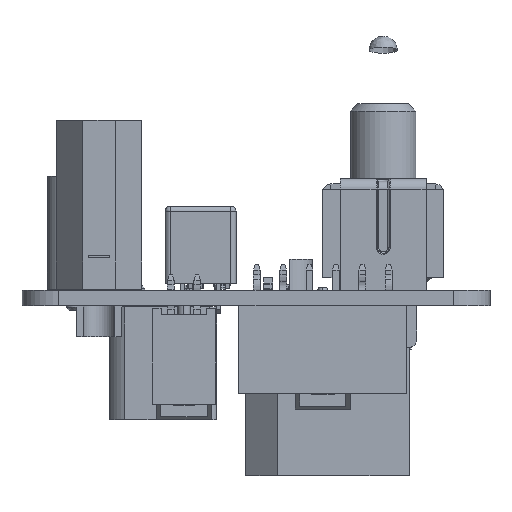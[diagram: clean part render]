
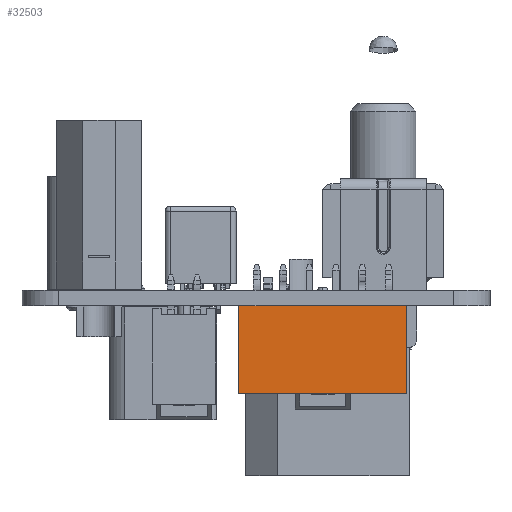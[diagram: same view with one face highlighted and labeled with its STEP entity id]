
A CAD part, left-side view. The second image highlights one B-rep face of the part: STEP entity #32503.
In plain terms, the highlighted face is planar.
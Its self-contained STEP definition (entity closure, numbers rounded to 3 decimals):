
#32503 = ADVANCED_FACE('',(#32504),#32570,.F.);
#32504 = FACE_BOUND('',#32505,.T.);
#32505 = EDGE_LOOP('',(#32506,#32516,#32524,#32532,#32540,#32548,#32556,
    #32564));
#32506 = ORIENTED_EDGE('',*,*,#32507,.T.);
#32507 = EDGE_CURVE('',#32508,#32510,#32512,.T.);
#32508 = VERTEX_POINT('',#32509);
#32509 = CARTESIAN_POINT('',(7.17,-1.74,-4.23));
#32510 = VERTEX_POINT('',#32511);
#32511 = CARTESIAN_POINT('',(7.17,-1.74,-4.83));
#32512 = LINE('',#32513,#32514);
#32513 = CARTESIAN_POINT('',(7.17,-1.74,-4.23));
#32514 = VECTOR('',#32515,1.);
#32515 = DIRECTION('',(0.,0.,-1.));
#32516 = ORIENTED_EDGE('',*,*,#32517,.F.);
#32517 = EDGE_CURVE('',#32518,#32510,#32520,.T.);
#32518 = VERTEX_POINT('',#32519);
#32519 = CARTESIAN_POINT('',(7.97,-1.74,-4.83));
#32520 = LINE('',#32521,#32522);
#32521 = CARTESIAN_POINT('',(7.97,-1.74,-4.83));
#32522 = VECTOR('',#32523,1.);
#32523 = DIRECTION('',(-1.,0.,0.));
#32524 = ORIENTED_EDGE('',*,*,#32525,.F.);
#32525 = EDGE_CURVE('',#32526,#32518,#32528,.T.);
#32526 = VERTEX_POINT('',#32527);
#32527 = CARTESIAN_POINT('',(7.97,-1.74,4.23));
#32528 = LINE('',#32529,#32530);
#32529 = CARTESIAN_POINT('',(7.97,-1.74,4.23));
#32530 = VECTOR('',#32531,1.);
#32531 = DIRECTION('',(0.,0.,-1.));
#32532 = ORIENTED_EDGE('',*,*,#32533,.F.);
#32533 = EDGE_CURVE('',#32534,#32526,#32536,.T.);
#32534 = VERTEX_POINT('',#32535);
#32535 = CARTESIAN_POINT('',(-7.97,-1.74,4.23));
#32536 = LINE('',#32537,#32538);
#32537 = CARTESIAN_POINT('',(-7.97,-1.74,4.23));
#32538 = VECTOR('',#32539,1.);
#32539 = DIRECTION('',(1.,0.,0.));
#32540 = ORIENTED_EDGE('',*,*,#32541,.T.);
#32541 = EDGE_CURVE('',#32534,#32542,#32544,.T.);
#32542 = VERTEX_POINT('',#32543);
#32543 = CARTESIAN_POINT('',(-7.97,-1.74,-4.83));
#32544 = LINE('',#32545,#32546);
#32545 = CARTESIAN_POINT('',(-7.97,-1.74,4.23));
#32546 = VECTOR('',#32547,1.);
#32547 = DIRECTION('',(0.,0.,-1.));
#32548 = ORIENTED_EDGE('',*,*,#32549,.F.);
#32549 = EDGE_CURVE('',#32550,#32542,#32552,.T.);
#32550 = VERTEX_POINT('',#32551);
#32551 = CARTESIAN_POINT('',(-7.17,-1.74,-4.83));
#32552 = LINE('',#32553,#32554);
#32553 = CARTESIAN_POINT('',(-7.17,-1.74,-4.83));
#32554 = VECTOR('',#32555,1.);
#32555 = DIRECTION('',(-1.,0.,0.));
#32556 = ORIENTED_EDGE('',*,*,#32557,.F.);
#32557 = EDGE_CURVE('',#32558,#32550,#32560,.T.);
#32558 = VERTEX_POINT('',#32559);
#32559 = CARTESIAN_POINT('',(-7.17,-1.74,-4.23));
#32560 = LINE('',#32561,#32562);
#32561 = CARTESIAN_POINT('',(-7.17,-1.74,-4.23));
#32562 = VECTOR('',#32563,1.);
#32563 = DIRECTION('',(0.,0.,-1.));
#32564 = ORIENTED_EDGE('',*,*,#32565,.F.);
#32565 = EDGE_CURVE('',#32508,#32558,#32566,.T.);
#32566 = LINE('',#32567,#32568);
#32567 = CARTESIAN_POINT('',(7.17,-1.74,-4.23));
#32568 = VECTOR('',#32569,1.);
#32569 = DIRECTION('',(-1.,0.,0.));
#32570 = PLANE('',#32571);
#32571 = AXIS2_PLACEMENT_3D('',#32572,#32573,#32574);
#32572 = CARTESIAN_POINT('',(0.,-1.74,0.));
#32573 = DIRECTION('',(-0.,1.,0.));
#32574 = DIRECTION('',(1.,0.,0.));
